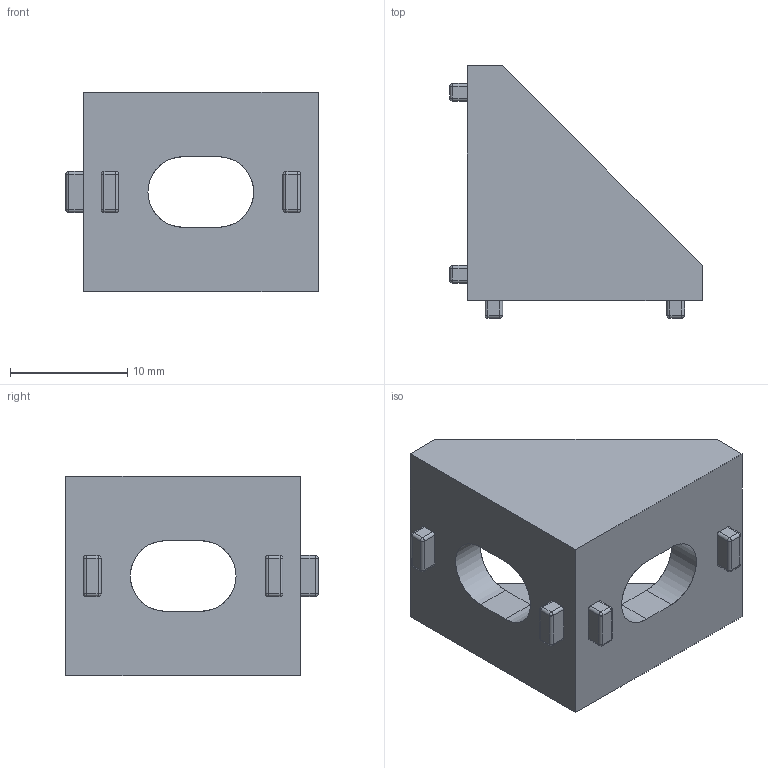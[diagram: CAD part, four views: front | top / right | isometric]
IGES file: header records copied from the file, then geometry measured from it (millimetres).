
Start section: SolidWorks IGES file using analytic representation for surfaces
Global section: file name: CT2020.IGS; native system: SolidWorks 2007; preprocessor: SolidWorks 2007; author: jean; date: 170216.115859; units: millimetre
Bounding box: 21.5 x 21.5 x 17 mm (x, y, z)
Surface area: 2137.4 mm2 (no closed solid volume)
Topology: 0 solids, 0 shells, 88 faces, 572 edges, 556 vertices
Faces by surface type: revolution 52, bspline 36
